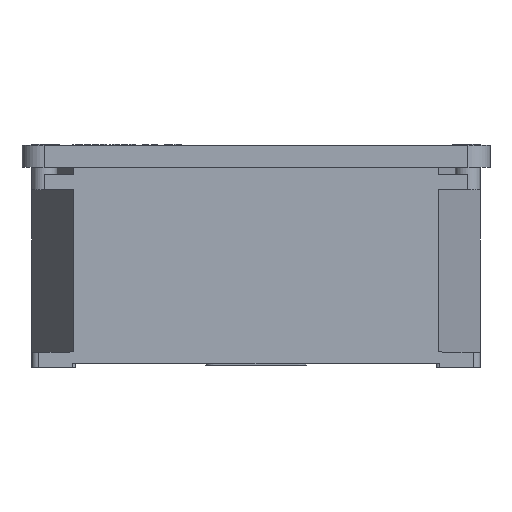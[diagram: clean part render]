
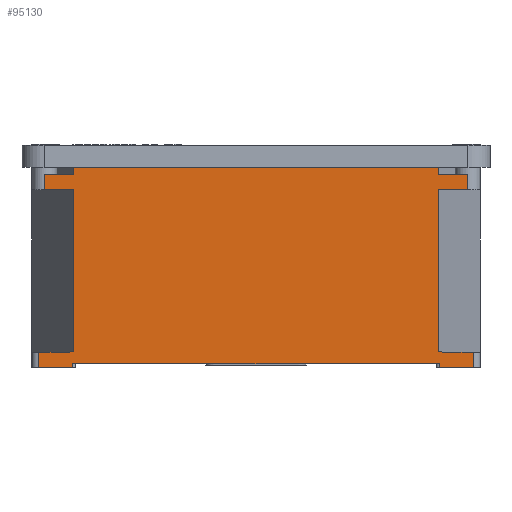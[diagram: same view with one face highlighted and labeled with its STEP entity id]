
A CAD part, front view. The second image highlights one B-rep face of the part: STEP entity #95130.
In plain terms, the highlighted planar face has unit normal (0, -1, 0).
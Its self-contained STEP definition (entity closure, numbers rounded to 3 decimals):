
#4010=CARTESIAN_POINT('',(148.055,-2.356,4.044)
);
#4020=VERTEX_POINT('',#4010);
#4050=CARTESIAN_POINT('',(0.,-2.356,6.628));
#4060=DIRECTION('',(-1.,-0.,0.017));
#4070=VECTOR('',#4060,1.);
#4080=LINE('',#4050,#4070);
#4090=CARTESIAN_POINT('',(135.555,-2.356,4.262)
);
#4100=VERTEX_POINT('',#4090);
#4110=EDGE_CURVE('',#4020,#4100,#4080,.T.);
#4490=CARTESIAN_POINT('',(-5.945,-2.356,68.));
#4500=VERTEX_POINT('',#4490);
#4530=CARTESIAN_POINT('',(-5.945,-2.356,0.));
#4540=DIRECTION('',(0.,0.,1.));
#4550=VECTOR('',#4540,1.);
#4560=LINE('',#4530,#4550);
#4570=CARTESIAN_POINT('',(-5.945,-2.356,62.5));
#4580=VERTEX_POINT('',#4570);
#4590=EDGE_CURVE('',#4580,#4500,#4560,.T.);
#18680=CARTESIAN_POINT('',(4.281,-2.356,0.));
#18690=VERTEX_POINT('',#18680);
#18720=CARTESIAN_POINT('',(0.,-2.356,0.));
#18730=DIRECTION('',(-1.,0.,0.));
#18740=VECTOR('',#18730,1.);
#18750=LINE('',#18720,#18740);
#18760=CARTESIAN_POINT('',(135.83,-2.356,0.));
#18770=VERTEX_POINT('',#18760);
#18780=EDGE_CURVE('',#18770,#18690,#18750,.T.);
#77090=CARTESIAN_POINT('',(135.555,-2.356,72.));
#77100=VERTEX_POINT('',#77090);
#77130=CARTESIAN_POINT('',(0.,-2.356,72.));
#77140=DIRECTION('',(1.,0.,0.));
#77150=VECTOR('',#77140,1.);
#77160=LINE('',#77130,#77150);
#77170=CARTESIAN_POINT('',(4.555,-2.356,72.));
#77180=VERTEX_POINT('',#77170);
#77190=EDGE_CURVE('',#77180,#77100,#77160,.T.);
#78570=CARTESIAN_POINT('',(4.555,-2.356,62.5));
#78580=VERTEX_POINT('',#78570);
#78610=CARTESIAN_POINT('',(4.555,-2.356,0.));
#78620=DIRECTION('',(-0.,-0.,-1.));
#78630=VECTOR('',#78620,1.);
#78640=LINE('',#78610,#78630);
#78650=CARTESIAN_POINT('',(4.555,-2.356,
4.262));
#78660=VERTEX_POINT('',#78650);
#78670=EDGE_CURVE('',#78580,#78660,#78640,.T.);
#79950=CARTESIAN_POINT('',(0.,-2.356,62.5));
#79960=DIRECTION('',(-1.,0.,0.));
#79970=VECTOR('',#79960,1.);
#79980=LINE('',#79950,#79970);
#79990=EDGE_CURVE('',#78580,#4580,#79980,.T.);
#81330=CARTESIAN_POINT('',(135.555,-2.356,68.));
#81340=VERTEX_POINT('',#81330);
#81390=CARTESIAN_POINT('',(135.555,-2.356,0.));
#81400=DIRECTION('',(-0.,0.,1.));
#81410=VECTOR('',#81400,1.);
#81420=LINE('',#81390,#81410);
#81430=EDGE_CURVE('',#81340,#77100,#81420,.T.);
#82860=CARTESIAN_POINT('',(0.,-2.356,4.182));
#82870=DIRECTION('',(-1.,-0.,-0.017));
#82880=VECTOR('',#82870,1.);
#82890=LINE('',#82860,#82880);
#82900=CARTESIAN_POINT('',(-7.945,-2.356,4.044)
);
#82910=VERTEX_POINT('',#82900);
#82920=EDGE_CURVE('',#78660,#82910,#82890,.T.);
#88750=CARTESIAN_POINT('',(-7.945,-2.356,-1.5));
#88760=VERTEX_POINT('',#88750);
#88790=CARTESIAN_POINT('',(0.,-2.356,-1.5));
#88800=DIRECTION('',(-1.,0.,0.));
#88810=VECTOR('',#88800,1.);
#88820=LINE('',#88790,#88810);
#88830=CARTESIAN_POINT('',(4.281,-2.356,-1.5));
#88840=VERTEX_POINT('',#88830);
#88850=EDGE_CURVE('',#88840,#88760,#88820,.T.);
#89600=CARTESIAN_POINT('',(135.83,-2.356,-1.5));
#89610=VERTEX_POINT('',#89600);
#89640=CARTESIAN_POINT('',(0.,-2.356,-1.5));
#89650=DIRECTION('',(-1.,0.,0.));
#89660=VECTOR('',#89650,1.);
#89670=LINE('',#89640,#89660);
#89680=CARTESIAN_POINT('',(148.055,-2.356,-1.5));
#89690=VERTEX_POINT('',#89680);
#89700=EDGE_CURVE('',#89690,#89610,#89670,.T.);
#92240=CARTESIAN_POINT('',(4.555,-2.356,0.));
#92250=DIRECTION('',(-0.,0.,-1.));
#92260=VECTOR('',#92250,1.);
#92270=LINE('',#92240,#92260);
#92280=CARTESIAN_POINT('',(4.555,-2.356,68.));
#92290=VERTEX_POINT('',#92280);
#92300=EDGE_CURVE('',#77180,#92290,#92270,.T.);
#94350=CARTESIAN_POINT('',(0.,-2.356,72.));
#94360=DIRECTION('',(0.,-1.,0.));
#94370=DIRECTION('',(-1.,-0.,0.));
#94380=AXIS2_PLACEMENT_3D('',#94350,#94360,#94370);
#94390=PLANE('',#94380);
#94400=ORIENTED_EDGE('',*,*,#88850,.F.);
#94410=CARTESIAN_POINT('',(-7.945,-2.356,0.));
#94420=DIRECTION('',(0.,0.,-1.));
#94430=VECTOR('',#94420,1.);
#94440=LINE('',#94410,#94430);
#94450=EDGE_CURVE('',#82910,#88760,#94440,.T.);
#94460=ORIENTED_EDGE('',*,*,#94450,.T.);
#94470=ORIENTED_EDGE('',*,*,#82920,.T.);
#94480=ORIENTED_EDGE('',*,*,#78670,.T.);
#94490=ORIENTED_EDGE('',*,*,#79990,.F.);
#94500=ORIENTED_EDGE('',*,*,#4590,.F.);
#94510=CARTESIAN_POINT('',(0.,-2.356,68.));
#94520=DIRECTION('',(-1.,0.,0.));
#94530=VECTOR('',#94520,1.);
#94540=LINE('',#94510,#94530);
#94550=EDGE_CURVE('',#92290,#4500,#94540,.T.);
#94560=ORIENTED_EDGE('',*,*,#94550,.T.);
#94570=ORIENTED_EDGE('',*,*,#92300,.T.);
#94580=ORIENTED_EDGE('',*,*,#77190,.F.);
#94590=ORIENTED_EDGE('',*,*,#81430,.T.);
#94600=CARTESIAN_POINT('',(0.,-2.356,68.));
#94610=DIRECTION('',(1.,-0.,-0.));
#94620=VECTOR('',#94610,1.);
#94630=LINE('',#94600,#94620);
#94640=CARTESIAN_POINT('',(146.055,-2.356,68.));
#94650=VERTEX_POINT('',#94640);
#94660=EDGE_CURVE('',#81340,#94650,#94630,.T.);
#94670=ORIENTED_EDGE('',*,*,#94660,.F.);
#94680=CARTESIAN_POINT('',(146.055,-2.356,0.));
#94690=DIRECTION('',(-0.,0.,1.));
#94700=VECTOR('',#94690,1.);
#94710=LINE('',#94680,#94700);
#94720=CARTESIAN_POINT('',(146.055,-2.356,62.5));
#94730=VERTEX_POINT('',#94720);
#94740=EDGE_CURVE('',#94730,#94650,#94710,.T.);
#94750=ORIENTED_EDGE('',*,*,#94740,.T.);
#94760=CARTESIAN_POINT('',(0.,-2.356,62.5));
#94770=DIRECTION('',(-1.,0.,0.));
#94780=VECTOR('',#94770,1.);
#94790=LINE('',#94760,#94780);
#94800=CARTESIAN_POINT('',(135.555,-2.356,62.5));
#94810=VERTEX_POINT('',#94800);
#94820=EDGE_CURVE('',#94730,#94810,#94790,.T.);
#94830=ORIENTED_EDGE('',*,*,#94820,.F.);
#94840=CARTESIAN_POINT('',(135.555,-2.356,0.));
#94850=DIRECTION('',(-0.,0.,1.));
#94860=VECTOR('',#94850,1.);
#94870=LINE('',#94840,#94860);
#94880=EDGE_CURVE('',#4100,#94810,#94870,.T.);
#94890=ORIENTED_EDGE('',*,*,#94880,.T.);
#94900=ORIENTED_EDGE('',*,*,#4110,.T.);
#94910=CARTESIAN_POINT('',(148.055,-2.356,0.));
#94920=DIRECTION('',(0.,0.,1.));
#94930=VECTOR('',#94920,1.);
#94940=LINE('',#94910,#94930);
#94950=EDGE_CURVE('',#89690,#4020,#94940,.T.);
#94960=ORIENTED_EDGE('',*,*,#94950,.T.);
#94970=ORIENTED_EDGE('',*,*,#89700,.F.);
#94980=CARTESIAN_POINT('',(135.83,-2.356,0.));
#94990=DIRECTION('',(0.,-0.,1.));
#95000=VECTOR('',#94990,1.);
#95010=LINE('',#94980,#95000);
#95020=EDGE_CURVE('',#89610,#18770,#95010,.T.);
#95030=ORIENTED_EDGE('',*,*,#95020,.F.);
#95040=ORIENTED_EDGE('',*,*,#18780,.F.);
#95050=CARTESIAN_POINT('',(4.281,-2.356,0.));
#95060=DIRECTION('',(-0.,0.,1.));
#95070=VECTOR('',#95060,1.);
#95080=LINE('',#95050,#95070);
#95090=EDGE_CURVE('',#88840,#18690,#95080,.T.);
#95100=ORIENTED_EDGE('',*,*,#95090,.T.);
#95110=EDGE_LOOP('',(#95100,#95040,#95030,#94970,#94960,#94900,#94890,
#94830,#94750,#94670,#94590,#94580,#94570,#94560,#94500,#94490,#94480,
#94470,#94460,#94400));
#95120=FACE_OUTER_BOUND('',#95110,.T.);
#95130=ADVANCED_FACE('',(#95120),#94390,.T.);
